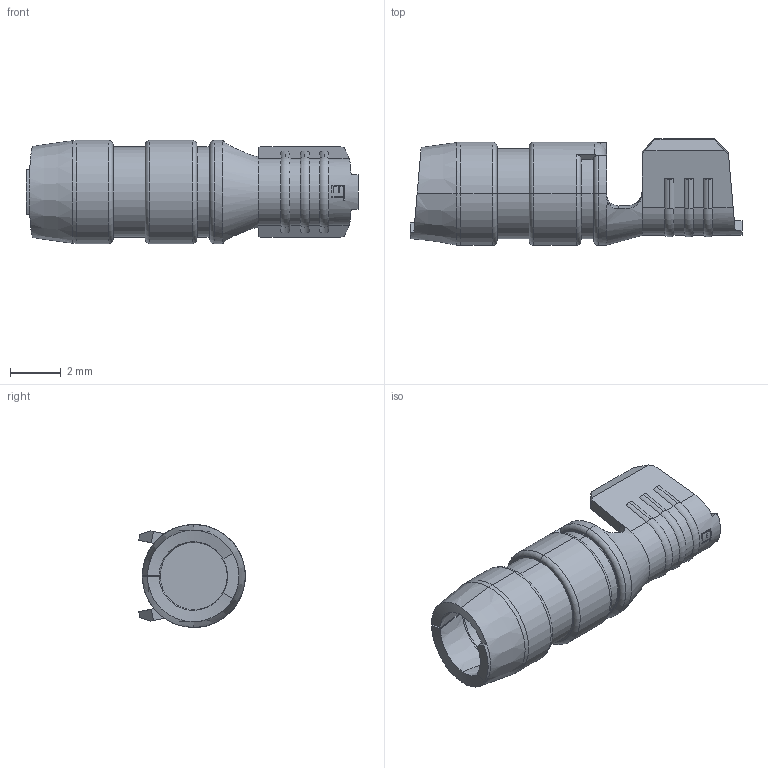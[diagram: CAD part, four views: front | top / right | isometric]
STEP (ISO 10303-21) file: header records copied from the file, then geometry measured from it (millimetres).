
FILE_DESCRIPTION (( 'STEP AP203' ), '1' );
FILE_NAME ('09236.STEP', '2015-02-18T20:37:37', ( '' ), ( '' ), 'SwSTEP 2.0', 'SolidWorks 2014', '' );
FILE_SCHEMA (( 'CONFIG_CONTROL_DESIGN' ));
Length unit declared in the file: inch
Products named in the file (1): 09236
Bounding box: 13.08 x 4.2 x 4.06 mm (x, y, z)
Volume: 57.2 mm3; surface area: 291 mm2
Topology: 1 solids, 1 shells, 226 faces, 597 edges, 375 vertices
Faces by surface type: plane 93, cylinder 55, torus 55, cone 12, bspline 11
Entity records: 7497 total; most frequent: CARTESIAN_POINT 1777, DIRECTION 1223, ORIENTED_EDGE 1194, EDGE_CURVE 597, AXIS2_PLACEMENT_3D 470, VERTEX_POINT 375, LINE 283, VECTOR 283
